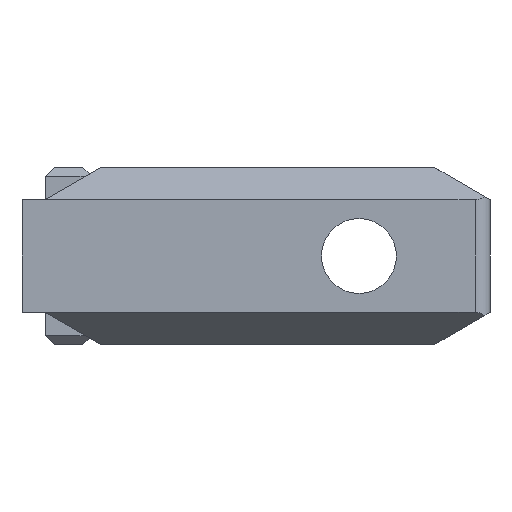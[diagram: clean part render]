
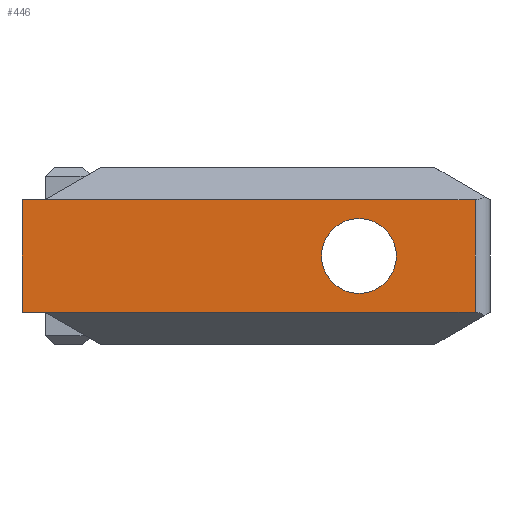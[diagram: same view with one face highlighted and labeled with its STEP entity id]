
A CAD part, front view. The second image highlights one B-rep face of the part: STEP entity #446.
In plain terms, the highlighted planar face has unit normal (0, -1, 0).
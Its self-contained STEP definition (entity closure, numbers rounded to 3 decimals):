
#53 = AXIS2_PLACEMENT_3D ( 'NONE', #860, #857, #856 ) ;
#127 = LINE ( 'NONE', #643, #128 ) ;
#128 = VECTOR ( 'NONE', #641, 1000. ) ;
#173 = VECTOR ( 'NONE', #825, 1000. ) ;
#177 = VECTOR ( 'NONE', #848, 1000. ) ;
#181 = AXIS2_PLACEMENT_3D ( 'NONE', #1248, #1247, #1243 ) ;
#185 = LINE ( 'NONE', #834, #173 ) ;
#187 = VECTOR ( 'NONE', #854, 1000. ) ;
#190 = LINE ( 'NONE', #875, #177 ) ;
#191 = LINE ( 'NONE', #842, #187 ) ;
#197 = CIRCLE ( 'NONE', #53, 2. ) ;
#198 = CARTESIAN_POINT ( 'NONE',  ( 13., -5., 2. ) ) ;
#199 = CARTESIAN_POINT ( 'NONE',  ( -3.75, -5., 3.011 ) ) ;
#243 = CARTESIAN_POINT ( 'NONE',  ( -5., -5., -3. ) ) ;
#261 = DIRECTION ( 'NONE',  ( 0., 0., 1. ) ) ;
#272 = VECTOR ( 'NONE', #1158, 1000. ) ;
#274 = CARTESIAN_POINT ( 'NONE',  ( 19.2, -5., -3. ) ) ;
#280 = LINE ( 'NONE', #1151, #272 ) ;
#325 = VECTOR ( 'NONE', #1277, 1000. ) ;
#330 = VECTOR ( 'NONE', #1254, 1000. ) ;
#332 = LINE ( 'NONE', #1260, #325 ) ;
#333 = CARTESIAN_POINT ( 'NONE',  ( -3.75, -5., -3.011 ) ) ;
#337 = LINE ( 'NONE', #1278, #330 ) ;
#341 = CIRCLE ( 'NONE', #181, 2. ) ;
#366 = CARTESIAN_POINT ( 'NONE',  ( 19.2, -5., -3.011 ) ) ;
#404 = AXIS2_PLACEMENT_3D ( 'NONE', #800, #811, #809 ) ;
#446 = ADVANCED_FACE ( 'NONE', ( #489, #484 ), #794, .T. ) ;
#484 = FACE_OUTER_BOUND ( 'NONE', #598, .T. ) ;
#489 = FACE_BOUND ( 'NONE', #632, .T. ) ;
#574 = ORIENTED_EDGE ( 'NONE', *, *, #1098, .T. ) ;
#598 = EDGE_LOOP ( 'NONE', ( #931, #638, #1340, #990, #709, #1290, #1059, #807 ) ) ;
#632 = EDGE_LOOP ( 'NONE', ( #574, #1191 ) ) ;
#638 = ORIENTED_EDGE ( 'NONE', *, *, #1350, .T. ) ;
#641 = DIRECTION ( 'NONE',  ( 0., 0., 1. ) ) ;
#643 = CARTESIAN_POINT ( 'NONE',  ( -5., -5., -3. ) ) ;
#664 = VERTEX_POINT ( 'NONE', #333 ) ;
#691 = VERTEX_POINT ( 'NONE', #199 ) ;
#709 = ORIENTED_EDGE ( 'NONE', *, *, #974, .F. ) ;
#794 = PLANE ( 'NONE',  #404 ) ;
#800 = CARTESIAN_POINT ( 'NONE',  ( -5., -5., -3. ) ) ;
#807 = ORIENTED_EDGE ( 'NONE', *, *, #1123, .F. ) ;
#809 = DIRECTION ( 'NONE',  ( 1., 0., 0. ) ) ;
#811 = DIRECTION ( 'NONE',  ( 0., -1., 0. ) ) ;
#825 = DIRECTION ( 'NONE',  ( 0., 0., 1. ) ) ;
#834 = CARTESIAN_POINT ( 'NONE',  ( -3.75, -5., -4.75 ) ) ;
#842 = CARTESIAN_POINT ( 'NONE',  ( -5., -5., 3.011 ) ) ;
#848 = DIRECTION ( 'NONE',  ( 1., 0., 0. ) ) ;
#854 = DIRECTION ( 'NONE',  ( -1., 0., 0. ) ) ;
#856 = DIRECTION ( 'NONE',  ( 1., 0., 0. ) ) ;
#857 = DIRECTION ( 'NONE',  ( 0., 1., 0. ) ) ;
#860 = CARTESIAN_POINT ( 'NONE',  ( 13., -5., 0. ) ) ;
#875 = CARTESIAN_POINT ( 'NONE',  ( -5., -5., -3.011 ) ) ;
#883 = EDGE_CURVE ( 'NONE', #1006, #1379, #341, .T. ) ;
#885 = EDGE_CURVE ( 'NONE', #691, #1082, #337, .T. ) ;
#889 = EDGE_CURVE ( 'NONE', #1360, #1022, #332, .T. ) ;
#894 = CARTESIAN_POINT ( 'NONE',  ( -3.75, -5., 3. ) ) ;
#931 = ORIENTED_EDGE ( 'NONE', *, *, #1108, .T. ) ;
#954 = VERTEX_POINT ( 'NONE', #1183 ) ;
#964 = CARTESIAN_POINT ( 'NONE',  ( -5., -5., 3. ) ) ;
#974 = EDGE_CURVE ( 'NONE', #1057, #1082, #280, .T. ) ;
#990 = ORIENTED_EDGE ( 'NONE', *, *, #885, .T. ) ;
#1006 = VERTEX_POINT ( 'NONE', #1074 ) ;
#1022 = VERTEX_POINT ( 'NONE', #1037 ) ;
#1037 = CARTESIAN_POINT ( 'NONE',  ( -3.75, -5., -3. ) ) ;
#1057 = VERTEX_POINT ( 'NONE', #964 ) ;
#1059 = ORIENTED_EDGE ( 'NONE', *, *, #889, .T. ) ;
#1074 = CARTESIAN_POINT ( 'NONE',  ( 13., -5., -2. ) ) ;
#1082 = VERTEX_POINT ( 'NONE', #894 ) ;
#1098 = EDGE_CURVE ( 'NONE', #1379, #1006, #197, .T. ) ;
#1108 = EDGE_CURVE ( 'NONE', #664, #1294, #190, .T. ) ;
#1114 = EDGE_CURVE ( 'NONE', #954, #691, #191, .T. ) ;
#1123 = EDGE_CURVE ( 'NONE', #664, #1022, #185, .T. ) ;
#1151 = CARTESIAN_POINT ( 'NONE',  ( -5., -5., 3. ) ) ;
#1158 = DIRECTION ( 'NONE',  ( 1., 0., 0. ) ) ;
#1163 = LINE ( 'NONE', #274, #1410 ) ;
#1175 = EDGE_CURVE ( 'NONE', #1360, #1057, #127, .T. ) ;
#1183 = CARTESIAN_POINT ( 'NONE',  ( 19.2, -5., 3.011 ) ) ;
#1191 = ORIENTED_EDGE ( 'NONE', *, *, #883, .T. ) ;
#1243 = DIRECTION ( 'NONE',  ( 1., 0., 0. ) ) ;
#1247 = DIRECTION ( 'NONE',  ( 0., 1., 0. ) ) ;
#1248 = CARTESIAN_POINT ( 'NONE',  ( 13., -5., 0. ) ) ;
#1254 = DIRECTION ( 'NONE',  ( 0., 0., -1. ) ) ;
#1260 = CARTESIAN_POINT ( 'NONE',  ( -5., -5., -3. ) ) ;
#1277 = DIRECTION ( 'NONE',  ( 1., 0., 0. ) ) ;
#1278 = CARTESIAN_POINT ( 'NONE',  ( -3.75, -5., 4.75 ) ) ;
#1290 = ORIENTED_EDGE ( 'NONE', *, *, #1175, .F. ) ;
#1294 = VERTEX_POINT ( 'NONE', #366 ) ;
#1340 = ORIENTED_EDGE ( 'NONE', *, *, #1114, .T. ) ;
#1350 = EDGE_CURVE ( 'NONE', #1294, #954, #1163, .T. ) ;
#1360 = VERTEX_POINT ( 'NONE', #243 ) ;
#1379 = VERTEX_POINT ( 'NONE', #198 ) ;
#1410 = VECTOR ( 'NONE', #261, 1000. ) ;
